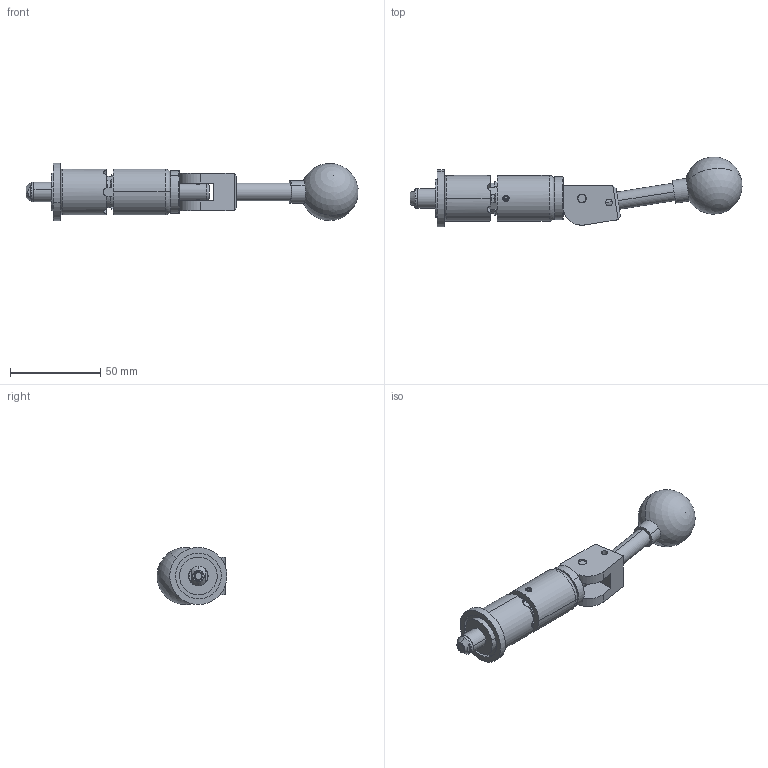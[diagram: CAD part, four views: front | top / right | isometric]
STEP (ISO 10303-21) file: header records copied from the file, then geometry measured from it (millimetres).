
FILE_DESCRIPTION (( 'STEP AP214' ), '1' );
FILE_NAME ('CTSC-003684.STEP', '2025-06-15T19:04:35', ( '' ), ( '' ), 'SwSTEP 2.0', 'SolidWorks 2023', '' );
FILE_SCHEMA (( 'AUTOMOTIVE_DESIGN' ));
Length unit declared in the file: inch
Products named in the file (1): CTSC-003684
Bounding box: 184.16 x 38.82 x 31.74 mm (x, y, z)
Volume: 65676.6 mm3; surface area: 22285.8 mm2
Topology: 9 solids, 9 shells, 269 faces, 663 edges, 424 vertices
Faces by surface type: cylinder 111, plane 102, cone 42, torus 9, bspline 3, sphere 2
Entity records: 12491 total; most frequent: CARTESIAN_POINT 2650, DIRECTION 1351, ORIENTED_EDGE 1312, EDGE_CURVE 656, AXIS2_PLACEMENT_3D 528, VERTEX_POINT 421, EDGE_LOOP 305, LINE 295
